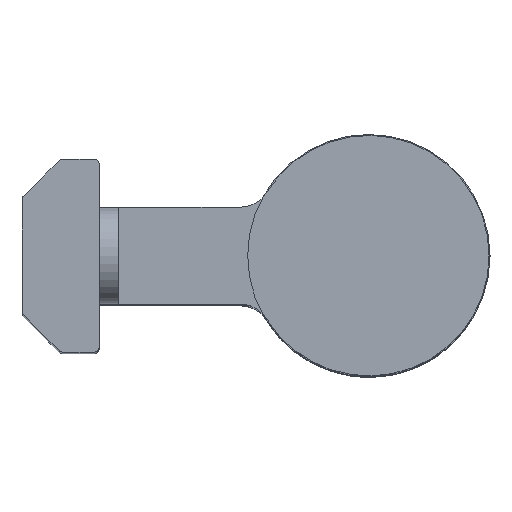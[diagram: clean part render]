
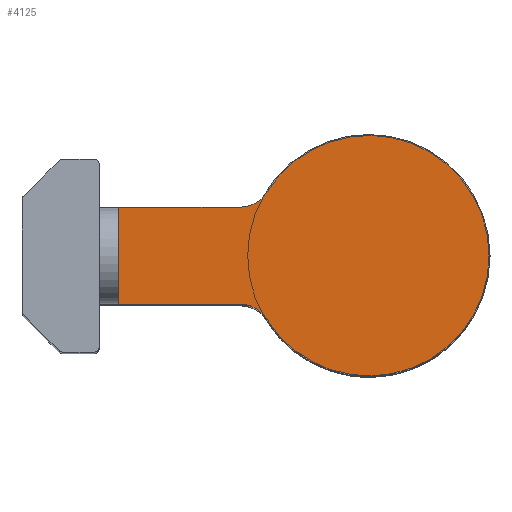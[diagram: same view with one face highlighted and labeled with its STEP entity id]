
A CAD part, top view. The second image highlights one B-rep face of the part: STEP entity #4125.
In plain terms, the highlighted planar face has unit normal (0, 0, 1).
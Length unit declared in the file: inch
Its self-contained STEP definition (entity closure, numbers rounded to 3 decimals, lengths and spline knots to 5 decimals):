
#3460=CARTESIAN_POINT('',(0.44432,0.17016,0.));
#3461=VERTEX_POINT('',#3460);
#3477=CARTESIAN_POINT('',(0.39561,0.1575,0.));
#3478=VERTEX_POINT('',#3477);
#3485=CARTESIAN_POINT('',(0.39561,0.2575,0.));
#3486=DIRECTION('',(0.,0.,1.));
#3487=DIRECTION('',(0.487,-0.873,0.));
#3488=AXIS2_PLACEMENT_3D('',#3485,#3486,#3487);
#3489=CIRCLE('',#3488,0.1);
#3490=EDGE_CURVE('',#3478,#3461,#3489,.T.);
#3502=CARTESIAN_POINT('',(0.44432,-0.17016,0.));
#3503=VERTEX_POINT('',#3502);
#3519=CARTESIAN_POINT('',(0.48069,-0.20495,0.));
#3520=VERTEX_POINT('',#3519);
#3527=CARTESIAN_POINT('',(0.39561,-0.2575,0.));
#3528=DIRECTION('',(0.,0.,1.));
#3529=DIRECTION('',(0.487,0.873,0.));
#3530=AXIS2_PLACEMENT_3D('',#3527,#3528,#3529);
#3531=CIRCLE('',#3530,0.1);
#3532=EDGE_CURVE('',#3520,#3503,#3531,.T.);
#3736=CARTESIAN_POINT('',(0.48069,0.20495,0.));
#3737=VERTEX_POINT('',#3736);
#3744=CARTESIAN_POINT('',(1.2025,0.,0.));
#3745=VERTEX_POINT('',#3744);
#3746=CARTESIAN_POINT('',(0.8125,0.,0.));
#3747=DIRECTION('',(0.0,0.0,-1.0));
#3748=DIRECTION('',(1.0,0.0,0.0));
#3749=AXIS2_PLACEMENT_3D('',#3746,#3747,#3748);
#3750=CIRCLE('',#3749,0.39);
#3751=EDGE_CURVE('',#3737,#3745,#3750,.T.);
#3781=CARTESIAN_POINT('',(0.,0.1575,0.));
#3782=VERTEX_POINT('',#3781);
#3799=CARTESIAN_POINT('',(0.,-0.1575,0.));
#3800=VERTEX_POINT('',#3799);
#3807=CARTESIAN_POINT('',(0.,-0.1575,0.));
#3808=DIRECTION('',(0.0,1.0,0.0));
#3809=VECTOR('',#3808,0.315);
#3810=LINE('',#3807,#3809);
#3811=EDGE_CURVE('',#3800,#3782,#3810,.T.);
#3869=CARTESIAN_POINT('',(0.,0.1575,0.));
#3870=DIRECTION('',(1.0,0.0,0.0));
#3871=VECTOR('',#3870,0.39561);
#3872=LINE('',#3869,#3871);
#3873=EDGE_CURVE('',#3782,#3478,#3872,.T.);
#3926=CARTESIAN_POINT('',(0.8125,0.,0.));
#3927=DIRECTION('',(0.0,0.0,-1.0));
#3928=DIRECTION('',(1.0,0.0,0.0));
#3929=AXIS2_PLACEMENT_3D('',#3926,#3927,#3928);
#3930=CIRCLE('',#3929,0.39);
#3931=EDGE_CURVE('',#3745,#3520,#3930,.T.);
#4041=CARTESIAN_POINT('',(0.39561,-0.1575,0.));
#4042=VERTEX_POINT('',#4041);
#4043=CARTESIAN_POINT('',(0.39561,-0.2575,0.));
#4044=DIRECTION('',(0.,0.,1.));
#4045=DIRECTION('',(0.487,0.873,0.));
#4046=AXIS2_PLACEMENT_3D('',#4043,#4044,#4045);
#4047=CIRCLE('',#4046,0.1);
#4048=EDGE_CURVE('',#3503,#4042,#4047,.T.);
#4068=CARTESIAN_POINT('',(0.39561,-0.1575,0.));
#4069=DIRECTION('',(-1.0,0.0,0.0));
#4070=VECTOR('',#4069,0.39561);
#4071=LINE('',#4068,#4070);
#4072=EDGE_CURVE('',#4042,#3800,#4071,.T.);
#4083=CARTESIAN_POINT('',(0.39561,0.2575,0.));
#4084=DIRECTION('',(0.,0.,1.));
#4085=DIRECTION('',(0.487,-0.873,0.));
#4086=AXIS2_PLACEMENT_3D('',#4083,#4084,#4085);
#4087=CIRCLE('',#4086,0.1);
#4088=EDGE_CURVE('',#3461,#3737,#4087,.T.);
#4109=CARTESIAN_POINT('',(1.2025,0.,0.));
#4110=DIRECTION('',(0.0,0.0,1.0));
#4111=DIRECTION('',(1.0,0.0,0.0));
#4112=AXIS2_PLACEMENT_3D('',#4109,#4110,#4111);
#4113=PLANE('',#4112);
#4114=ORIENTED_EDGE('',*,*,#3811,.F.);
#4115=ORIENTED_EDGE('',*,*,#4072,.F.);
#4116=ORIENTED_EDGE('',*,*,#4048,.F.);
#4117=ORIENTED_EDGE('',*,*,#3532,.F.);
#4118=ORIENTED_EDGE('',*,*,#3931,.F.);
#4119=ORIENTED_EDGE('',*,*,#3751,.F.);
#4120=ORIENTED_EDGE('',*,*,#4088,.F.);
#4121=ORIENTED_EDGE('',*,*,#3490,.F.);
#4122=ORIENTED_EDGE('',*,*,#3873,.F.);
#4123=EDGE_LOOP('',(#4114,#4115,#4116,#4117,#4118,#4119,#4120,#4121,#4122));
#4124=FACE_OUTER_BOUND('',#4123,.T.);
#4125=ADVANCED_FACE('',(#4124),#4113,.T.);
